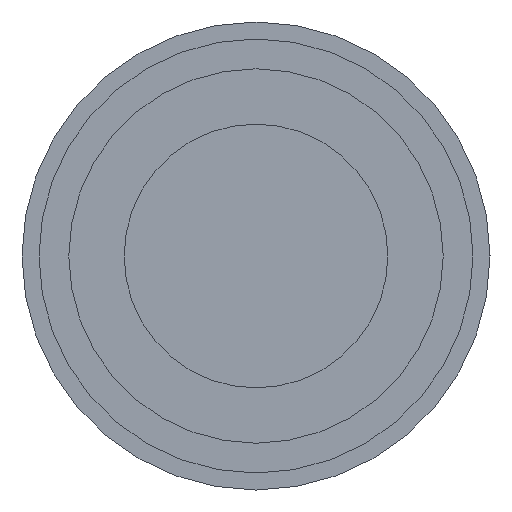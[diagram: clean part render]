
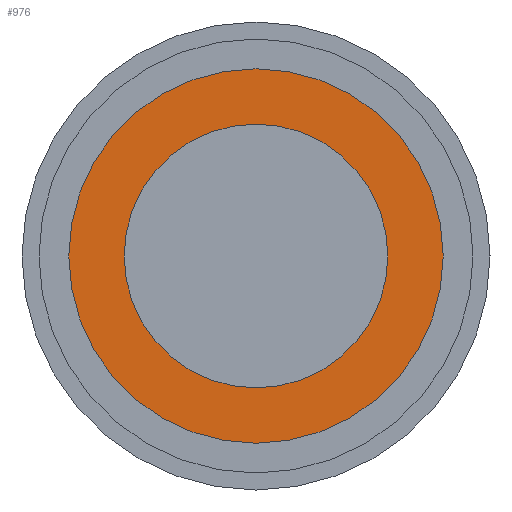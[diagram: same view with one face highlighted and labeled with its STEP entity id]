
A CAD part, left-side view. The second image highlights one B-rep face of the part: STEP entity #976.
In plain terms, the highlighted planar face has unit normal (-1, 0, 0).
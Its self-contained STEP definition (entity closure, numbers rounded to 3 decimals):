
#303=CARTESIAN_POINT('',(-17.217,0.,-0.386));
#304=DIRECTION('',(-1.,0.,0.));
#305=DIRECTION('',(0.,-1.,0.));
#306=AXIS2_PLACEMENT_3D('',#303,#304,#305);
#308=CARTESIAN_POINT('',(-17.217,0.,-0.386));
#309=DIRECTION('',(-1.,0.,0.));
#310=DIRECTION('',(0.,1.,0.));
#311=AXIS2_PLACEMENT_3D('',#308,#309,#310);
#313=CARTESIAN_POINT('',(-17.217,0.,-0.386));
#314=DIRECTION('',(1.,0.,0.));
#315=DIRECTION('',(0.,-1.,0.));
#316=AXIS2_PLACEMENT_3D('',#313,#314,#315);
#318=CARTESIAN_POINT('',(-17.217,0.,-0.386));
#319=DIRECTION('',(1.,0.,0.));
#320=DIRECTION('',(0.,1.,0.));
#321=AXIS2_PLACEMENT_3D('',#318,#319,#320);
#511=CARTESIAN_POINT('',(-17.217,-2.2,-0.386));
#512=CARTESIAN_POINT('',(-17.217,2.2,-0.386));
#513=VERTEX_POINT('',#511);
#514=VERTEX_POINT('',#512);
#515=CARTESIAN_POINT('',(-17.217,-1.55,-0.386));
#516=CARTESIAN_POINT('',(-17.217,1.55,-0.386));
#517=VERTEX_POINT('',#515);
#518=VERTEX_POINT('',#516);
#961=CARTESIAN_POINT('',(-17.217,0.,0.));
#962=DIRECTION('',(-1.,0.,0.));
#963=DIRECTION('',(0.,-1.,0.));
#964=AXIS2_PLACEMENT_3D('',#961,#962,#963);
#965=PLANE('',#964);
#966=ORIENTED_EDGE('',*,*,#941,.F.);
#967=ORIENTED_EDGE('',*,*,#955,.F.);
#968=EDGE_LOOP('',(#966,#967));
#969=FACE_OUTER_BOUND('',#968,.F.);
#971=ORIENTED_EDGE('',*,*,#970,.F.);
#973=ORIENTED_EDGE('',*,*,#972,.F.);
#974=EDGE_LOOP('',(#971,#973));
#975=FACE_BOUND('',#974,.F.);
#976=ADVANCED_FACE('',(#969,#975),#965,.T.);
#307=CIRCLE('',#306,2.2);
#312=CIRCLE('',#311,2.2);
#317=CIRCLE('',#316,1.55);
#322=CIRCLE('',#321,1.55);
#941=EDGE_CURVE('',#513,#514,#307,.T.);
#955=EDGE_CURVE('',#514,#513,#312,.T.);
#970=EDGE_CURVE('',#517,#518,#317,.T.);
#972=EDGE_CURVE('',#518,#517,#322,.T.);
